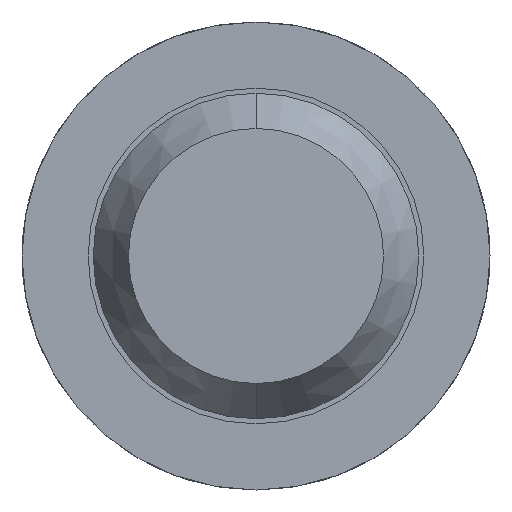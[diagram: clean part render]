
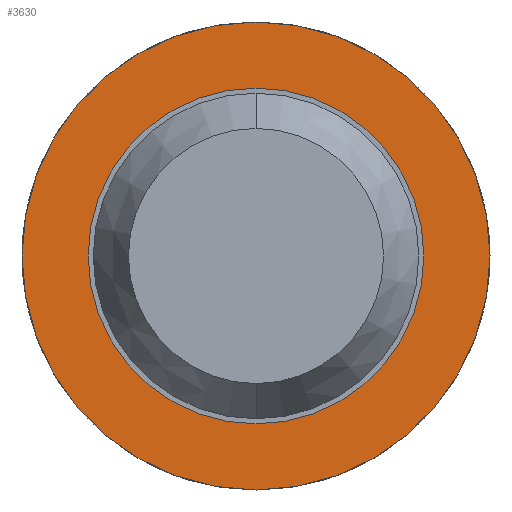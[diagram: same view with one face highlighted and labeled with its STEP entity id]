
A CAD part, front view. The second image highlights one B-rep face of the part: STEP entity #3630.
In plain terms, the highlighted planar face has unit normal (0, -1, 0).
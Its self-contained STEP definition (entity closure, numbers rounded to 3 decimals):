
#4 = CARTESIAN_POINT ( 'NONE',  ( 0., -1.7, 0. ) ) ;
#40 = CARTESIAN_POINT ( 'NONE',  ( 0., -1.7, 0. ) ) ;
#55 = DIRECTION ( 'NONE',  ( 0., 1., 0. ) ) ;
#90 = VERTEX_POINT ( 'NONE', #1703 ) ;
#132 = EDGE_CURVE ( 'Defeature ausgef�hrt1_7+Defeature ausgef�hrt1_6+Defeature ausgef�hrt1_6+Defeature ausgef�hrt1_6', #90, #2676, #1290, .T. ) ;
#344 = DIRECTION ( 'NONE',  ( 0., 1., 0. ) ) ;
#354 = VERTEX_POINT ( 'NONE', #2061 ) ;
#430 = CARTESIAN_POINT ( 'NONE',  ( 0.825, -1.7, 0. ) ) ;
#528 = EDGE_CURVE ( 'Defeature ausgef�hrt1_0+Defeature ausgef�hrt1_7+Defeature ausgef�hrt1_7+Defeature ausgef�hrt1_7', #2399, #354, #1202, .T. ) ;
#544 = CARTESIAN_POINT ( 'NONE',  ( 0., -1.7, 0. ) ) ;
#940 = CARTESIAN_POINT ( 'NONE',  ( 0., -1.7, 0. ) ) ;
#1202 = CIRCLE ( 'NONE', #3123, 1.15 ) ;
#1274 = DIRECTION ( 'NONE',  ( 0., 0., 1. ) ) ;
#1290 = CIRCLE ( 'NONE', #3462, 0.825 ) ;
#1348 = ORIENTED_EDGE ( 'NONE', *, *, #132, .T. ) ;
#1466 = CIRCLE ( 'NONE', #2437, 1.15 ) ;
#1493 = DIRECTION ( 'NONE',  ( 0., 0., 1. ) ) ;
#1563 = DIRECTION ( 'NONE',  ( 0., 1., 0. ) ) ;
#1605 = CIRCLE ( 'NONE', #3624, 0.825 ) ;
#1682 = EDGE_LOOP ( 'NONE', ( #1348, #2924 ) ) ;
#1695 = DIRECTION ( 'NONE',  ( 0., 0., 1. ) ) ;
#1703 = CARTESIAN_POINT ( 'NONE',  ( 0., -1.7, 0.825 ) ) ;
#2013 = DIRECTION ( 'NONE',  ( 0., 0., 1. ) ) ;
#2061 = CARTESIAN_POINT ( 'NONE',  ( 0., -1.7, 1.15 ) ) ;
#2117 = CARTESIAN_POINT ( 'NONE',  ( 0., -1.7, -0.825 ) ) ;
#2153 = PLANE ( 'NONE',  #2409 ) ;
#2265 = DIRECTION ( 'NONE',  ( 0., 1., 0. ) ) ;
#2399 = VERTEX_POINT ( 'NONE', #3157 ) ;
#2409 = AXIS2_PLACEMENT_3D ( 'NONE', #430, #1563, #1274 ) ;
#2437 = AXIS2_PLACEMENT_3D ( 'NONE', #4, #2875, #1695 ) ;
#2462 = FACE_BOUND ( 'NONE', #1682, .T. ) ;
#2495 = EDGE_CURVE ( 'Defeature ausgef�hrt1_7+Defeature ausgef�hrt1_6+Defeature ausgef�hrt1_6+Defeature ausgef�hrt1_6', #2676, #90, #1605, .T. ) ;
#2570 = DIRECTION ( 'NONE',  ( 0., 0., 1. ) ) ;
#2676 = VERTEX_POINT ( 'NONE', #2117 ) ;
#2696 = EDGE_LOOP ( 'NONE', ( #3676, #3514 ) ) ;
#2747 = FACE_OUTER_BOUND ( 'NONE', #2696, .T. ) ;
#2875 = DIRECTION ( 'NONE',  ( 0., 1., 0. ) ) ;
#2924 = ORIENTED_EDGE ( 'NONE', *, *, #2495, .T. ) ;
#3123 = AXIS2_PLACEMENT_3D ( 'NONE', #940, #55, #1493 ) ;
#3157 = CARTESIAN_POINT ( 'NONE',  ( 0., -1.7, -1.15 ) ) ;
#3274 = EDGE_CURVE ( 'Defeature ausgef�hrt1_0+Defeature ausgef�hrt1_7+Defeature ausgef�hrt1_7+Defeature ausgef�hrt1_7', #354, #2399, #1466, .T. ) ;
#3462 = AXIS2_PLACEMENT_3D ( 'NONE', #544, #2265, #2570 ) ;
#3514 = ORIENTED_EDGE ( 'NONE', *, *, #528, .F. ) ;
#3624 = AXIS2_PLACEMENT_3D ( 'NONE', #40, #344, #2013 ) ;
#3630 = ADVANCED_FACE ( 'Defeature ausgef�hrt1_7', ( #2747, #2462 ), #2153, .F. ) ;
#3676 = ORIENTED_EDGE ( 'NONE', *, *, #3274, .F. ) ;
